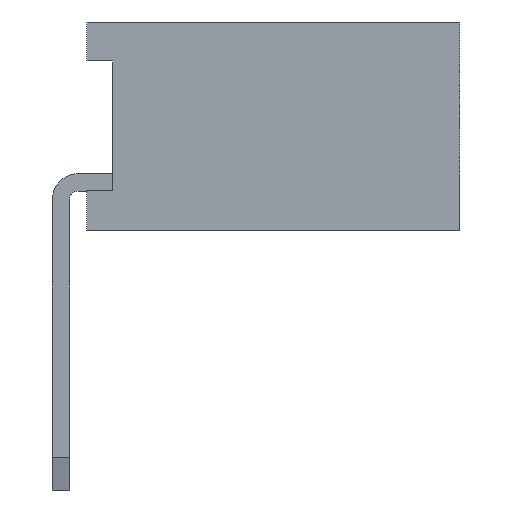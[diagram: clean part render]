
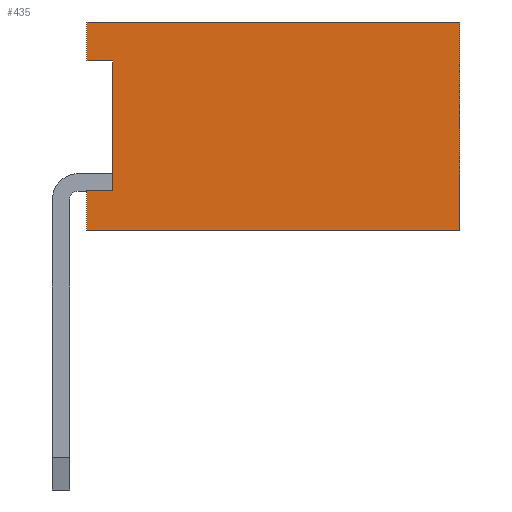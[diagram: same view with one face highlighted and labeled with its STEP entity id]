
A CAD part, left-side view. The second image highlights one B-rep face of the part: STEP entity #435.
In plain terms, the highlighted planar face has unit normal (-1, 0, 0).
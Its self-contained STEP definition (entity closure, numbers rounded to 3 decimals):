
#435=ADVANCED_FACE('',(#18644),#18646,.T.);
#18644=FACE_BOUND('',#18645,.T.);
#18645=EDGE_LOOP('',(#33167,#33168,#33169,#33170,#33171,#33172,#33173,#33174));
#18646=PLANE('',#18647);
#18647=AXIS2_PLACEMENT_3D('',#18648,#18649,#18650);
#18648=CARTESIAN_POINT('',(-1.,-4.6,0.));
#18649=DIRECTION('',(-1.,0.,0.));
#18650=DIRECTION('',(0.,0.,1.));
#33167=ORIENTED_EDGE('',*,*,#44041,.T.);
#33168=ORIENTED_EDGE('',*,*,#44177,.T.);
#33169=ORIENTED_EDGE('',*,*,#43910,.T.);
#33170=ORIENTED_EDGE('',*,*,#44176,.F.);
#33171=ORIENTED_EDGE('',*,*,#44178,.F.);
#33172=ORIENTED_EDGE('',*,*,#44179,.T.);
#33173=ORIENTED_EDGE('',*,*,#44180,.T.);
#33174=ORIENTED_EDGE('',*,*,#44171,.F.);
#43910=EDGE_CURVE('',#49423,#49420,#49424,.F.);
#44041=EDGE_CURVE('',#49685,#49683,#49686,.F.);
#44171=EDGE_CURVE('',#49685,#49938,#49939,.T.);
#44176=EDGE_CURVE('',#49945,#49420,#49947,.T.);
#44177=EDGE_CURVE('',#49683,#49423,#49948,.T.);
#44178=EDGE_CURVE('',#49949,#49945,#49950,.T.);
#44179=EDGE_CURVE('',#49949,#49951,#49952,.T.);
#44180=EDGE_CURVE('',#49951,#49938,#49953,.T.);
#49420=VERTEX_POINT('',#58481);
#49423=VERTEX_POINT('',#58486);
#49424=LINE('',#58487,#58488);
#49683=VERTEX_POINT('',#59006);
#49685=VERTEX_POINT('',#59010);
#49686=LINE('',#59011,#59012);
#49938=VERTEX_POINT('',#59523);
#49939=LINE('',#59524,#59525);
#49945=VERTEX_POINT('',#59538);
#49947=LINE('',#59542,#59543);
#49948=LINE('',#59545,#59546);
#49949=VERTEX_POINT('',#59548);
#49950=LINE('',#59549,#59550);
#49951=VERTEX_POINT('',#59552);
#49952=LINE('',#59553,#59554);
#49953=LINE('',#59556,#59557);
#58481=CARTESIAN_POINT('',(-1.,-0.3,0.45));
#58486=CARTESIAN_POINT('',(-1.,-0.6,0.45));
#58487=CARTESIAN_POINT('',(-1.,-0.3,0.45));
#58488=VECTOR('',#58489,1.);
#58489=DIRECTION('',(0.,-1.,0.));
#59006=CARTESIAN_POINT('',(-1.,-0.6,1.95));
#59010=CARTESIAN_POINT('',(-1.,-0.3,1.95));
#59011=CARTESIAN_POINT('',(-1.,-0.6,1.95));
#59012=VECTOR('',#59013,1.);
#59013=DIRECTION('',(0.,1.,0.));
#59523=CARTESIAN_POINT('',(-1.,-0.3,2.4));
#59524=CARTESIAN_POINT('',(-1.,-0.3,1.95));
#59525=VECTOR('',#59526,1.);
#59526=DIRECTION('',(0.,0.,1.));
#59538=CARTESIAN_POINT('',(-1.,-0.3,0.));
#59542=CARTESIAN_POINT('',(-1.,-0.3,0.));
#59543=VECTOR('',#59544,1.);
#59544=DIRECTION('',(0.,0.,1.));
#59545=CARTESIAN_POINT('',(-1.,-0.6,1.95));
#59546=VECTOR('',#59547,1.);
#59547=DIRECTION('',(0.,0.,-1.));
#59548=CARTESIAN_POINT('',(-1.,-4.6,0.));
#59549=CARTESIAN_POINT('',(-1.,-4.6,0.));
#59550=VECTOR('',#59551,1.);
#59551=DIRECTION('',(0.,1.,0.));
#59552=CARTESIAN_POINT('',(-1.,-4.6,2.4));
#59553=CARTESIAN_POINT('',(-1.,-4.6,0.));
#59554=VECTOR('',#59555,1.);
#59555=DIRECTION('',(0.,0.,1.));
#59556=CARTESIAN_POINT('',(-1.,-4.6,2.4));
#59557=VECTOR('',#59558,1.);
#59558=DIRECTION('',(0.,1.,0.));
